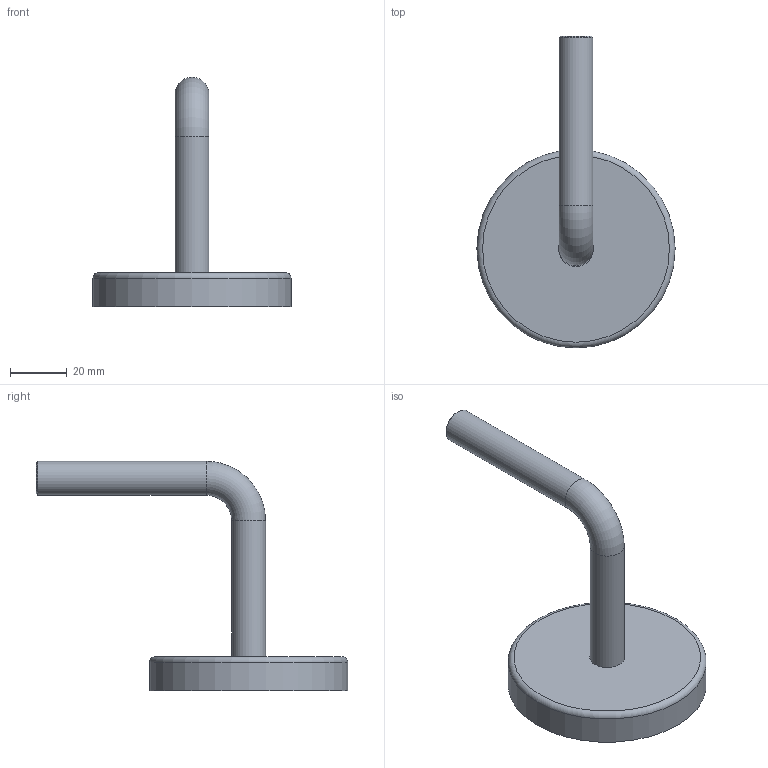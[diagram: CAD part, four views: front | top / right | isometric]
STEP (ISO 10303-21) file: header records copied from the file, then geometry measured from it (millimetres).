
FILE_DESCRIPTION (( 'STEP AP203' ), '1' );
FILE_NAME ('50500-V4A.step', '2019-10-16T06:25:38', ( '' ), ( '' ), 'SwSTEP 2.0', 'SolidWorks 2015', '' );
FILE_SCHEMA (( 'CONFIG_CONTROL_DESIGN' ));
Length unit declared in the file: millimetre
Products named in the file (7): 5050X-240 Teil1_50500-V4A-P; 5050X-240 Teil1; 5050X-240 Teil2; 5050X-240 Teil2_50500-V4A Teil2; 5050X-240 Teil3; 5050X-240 Teil3_5050X-V4A-AR; 50500-V4A
Assembly tree (3 placements, depth 2):
  5050X-240 Teil1
  5050X-240 Teil2
  5050X-240 Teil3
  50500-V4A
    5050X-240 Teil1_50500-V4A-P
    5050X-240 Teil3_5050X-V4A-AR
    5050X-240 Teil2_50500-V4A Teil2
Bounding box: 70 x 110 x 81 mm (x, y, z)
Volume: 28754.7 mm3; surface area: 25400.4 mm2
Topology: 3 solids, 3 shells, 279 faces, 730 edges, 484 vertices
Faces by surface type: plane 152, bspline 91, torus 19, cylinder 16, cone 1
Full cylindrical faces by diameter (mm): 7 x3, 9.8 x1, 10 x1, 12 x2, 12.4 x1, 68 x1, 70 x1
Entity records: 14776 total; most frequent: CARTESIAN_POINT 7997, ORIENTED_EDGE 1410, DIRECTION 940, EDGE_CURVE 705, VERTEX_POINT 477, VECTOR 436, LINE 436, EDGE_LOOP 334
